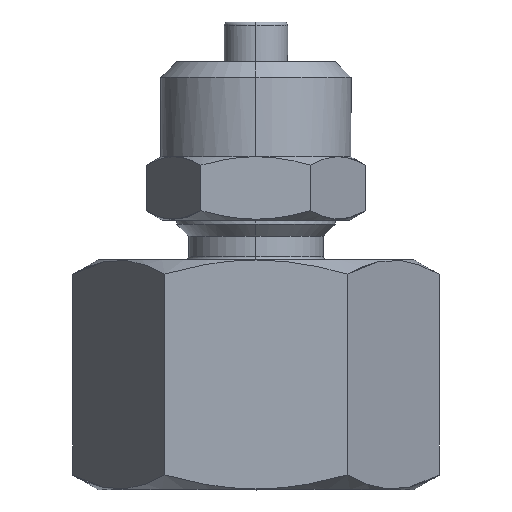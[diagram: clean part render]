
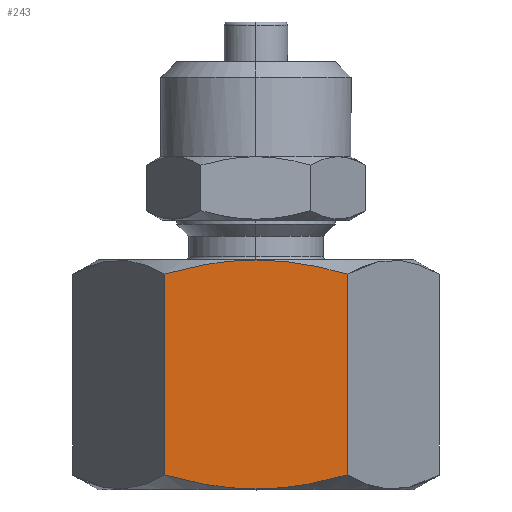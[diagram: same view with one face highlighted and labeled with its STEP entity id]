
A CAD part, top view. The second image highlights one B-rep face of the part: STEP entity #243.
In plain terms, the highlighted planar face has unit normal (0, 0, 1).
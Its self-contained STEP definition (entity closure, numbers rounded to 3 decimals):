
#33=PLANE('',#1803);
#243=ADVANCED_FACE('',(#314),#33,.T.);
#314=FACE_OUTER_BOUND('',#391,.T.);
#391=EDGE_LOOP('',(#675,#676,#677,#678,#679,#680));
#675=ORIENTED_EDGE('',*,*,#988,.T.);
#676=ORIENTED_EDGE('',*,*,#989,.F.);
#677=ORIENTED_EDGE('',*,*,#990,.F.);
#678=ORIENTED_EDGE('',*,*,#987,.F.);
#679=ORIENTED_EDGE('',*,*,#991,.T.);
#680=ORIENTED_EDGE('',*,*,#992,.F.);
#987=EDGE_CURVE('',#1616,#1615,#1310,.T.);
#988=EDGE_CURVE('',#1611,#1614,#1311,.T.);
#989=EDGE_CURVE('',#1613,#1614,#1312,.T.);
#990=EDGE_CURVE('',#1615,#1613,#1313,.T.);
#991=EDGE_CURVE('',#1616,#1612,#1314,.T.);
#992=EDGE_CURVE('',#1611,#1612,#1315,.T.);
#1310=B_SPLINE_CURVE_WITH_KNOTS('',1,(#4622,#4623),.UNSPECIFIED.,.F.,.F.,
(2,2),(-12.656,0.),.UNSPECIFIED.);
#1311=B_SPLINE_CURVE_WITH_KNOTS('',1,(#4624,#4625),.UNSPECIFIED.,.F.,.F.,
(2,2),(-12.656,0.),.UNSPECIFIED.);
#1312=B_SPLINE_CURVE_WITH_KNOTS('',3,(#4626,#4627,#4628,#4629,#4630,#4631,
#4632,#4633),.UNSPECIFIED.,.F.,.F.,(4,2,2,4),(0.016,0.018,
0.019,0.022),.UNSPECIFIED.);
#1313=B_SPLINE_CURVE_WITH_KNOTS('',3,(#4634,#4635,#4636,#4637,#4638,#4639),
 .UNSPECIFIED.,.F.,.F.,(4,2,4),(0.01,0.013,0.016),
 .UNSPECIFIED.);
#1314=B_SPLINE_CURVE_WITH_KNOTS('',3,(#4640,#4641,#4642,#4643,#4644,#4645),
 .UNSPECIFIED.,.F.,.F.,(4,2,4),(-0.037,-0.034,
-0.031),.UNSPECIFIED.);
#1315=B_SPLINE_CURVE_WITH_KNOTS('',3,(#4646,#4647,#4648,#4649,#4650,#4651,
#4652,#4653),.UNSPECIFIED.,.F.,.F.,(4,2,2,4),(0.025,0.028,
0.03,0.031),.UNSPECIFIED.);
#1611=VERTEX_POINT('',#4616);
#1612=VERTEX_POINT('',#4617);
#1613=VERTEX_POINT('',#4618);
#1614=VERTEX_POINT('',#4619);
#1615=VERTEX_POINT('',#4620);
#1616=VERTEX_POINT('',#4621);
#1803=AXIS2_PLACEMENT_3D('',#4615,#1825,$);
#1825=DIRECTION('',(0.,0.,1.));
#4615=CARTESIAN_POINT('',(5.37,-1.099,10.));
#4616=CARTESIAN_POINT('',(18.073,1.24,10.));
#4617=CARTESIAN_POINT('',(12.299,0.347,10.));
#4618=CARTESIAN_POINT('',(12.299,14.789,10.));
#4619=CARTESIAN_POINT('',(18.073,13.896,10.));
#4620=CARTESIAN_POINT('',(6.526,13.896,10.));
#4621=CARTESIAN_POINT('',(6.526,1.24,10.));
#4622=CARTESIAN_POINT('',(6.526,1.24,10.));
#4623=CARTESIAN_POINT('',(6.526,13.896,10.));
#4624=CARTESIAN_POINT('',(18.073,1.24,10.));
#4625=CARTESIAN_POINT('',(18.073,13.896,10.));
#4626=CARTESIAN_POINT('',(12.299,14.789,10.));
#4627=CARTESIAN_POINT('',(12.787,14.789,10.));
#4628=CARTESIAN_POINT('',(13.277,14.768,10.));
#4629=CARTESIAN_POINT('',(14.26,14.686,10.));
#4630=CARTESIAN_POINT('',(14.747,14.625,10.));
#4631=CARTESIAN_POINT('',(16.193,14.39,10.));
#4632=CARTESIAN_POINT('',(17.139,14.165,10.));
#4633=CARTESIAN_POINT('',(18.073,13.896,10.));
#4634=CARTESIAN_POINT('',(6.526,13.896,10.));
#4635=CARTESIAN_POINT('',(7.465,14.167,10.));
#4636=CARTESIAN_POINT('',(8.426,14.394,10.));
#4637=CARTESIAN_POINT('',(10.354,14.705,10.));
#4638=CARTESIAN_POINT('',(11.323,14.789,10.));
#4639=CARTESIAN_POINT('',(12.299,14.789,10.));
#4640=CARTESIAN_POINT('',(6.526,1.24,10.));
#4641=CARTESIAN_POINT('',(7.465,0.969,10.));
#4642=CARTESIAN_POINT('',(8.426,0.741,10.));
#4643=CARTESIAN_POINT('',(10.354,0.431,10.));
#4644=CARTESIAN_POINT('',(11.323,0.347,10.));
#4645=CARTESIAN_POINT('',(12.299,0.347,10.));
#4646=CARTESIAN_POINT('',(18.073,1.24,10.));
#4647=CARTESIAN_POINT('',(17.139,0.97,10.));
#4648=CARTESIAN_POINT('',(16.193,0.746,10.));
#4649=CARTESIAN_POINT('',(14.747,0.511,10.));
#4650=CARTESIAN_POINT('',(14.26,0.45,10.));
#4651=CARTESIAN_POINT('',(13.277,0.368,10.));
#4652=CARTESIAN_POINT('',(12.787,0.347,10.));
#4653=CARTESIAN_POINT('',(12.299,0.347,10.));
